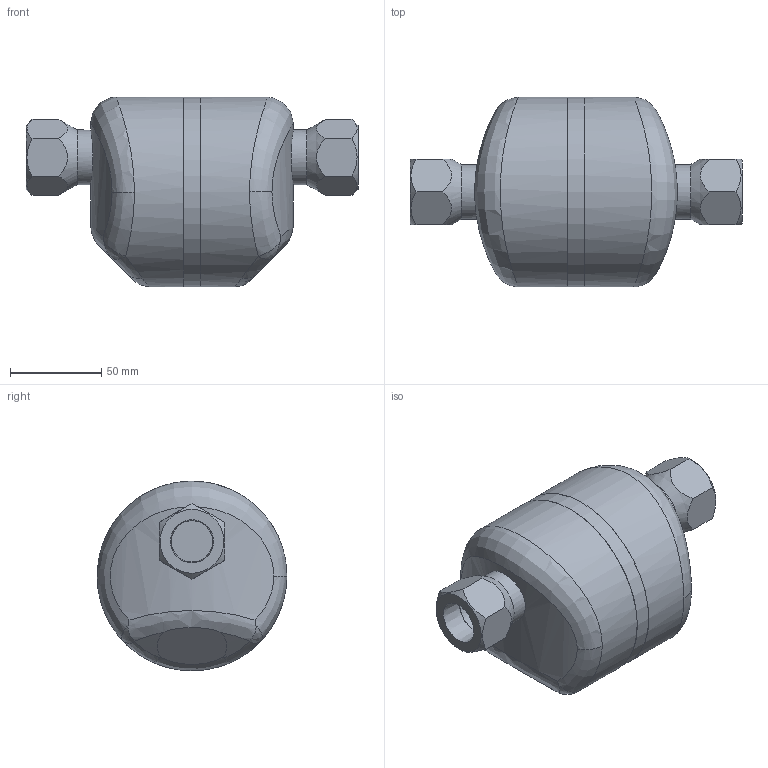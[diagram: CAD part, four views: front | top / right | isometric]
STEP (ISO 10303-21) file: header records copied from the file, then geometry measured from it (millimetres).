
FILE_DESCRIPTION((''),'2;1');
FILE_NAME('ss5n0-020-screw-00.stp','2009-12-25T11:38:43',('nakaot'),(''),'Autodesk Inventor 2008','Autodesk Inventor 2008','');
FILE_SCHEMA(('AUTOMOTIVE_DESIGN { 1 0 10303 214 1 1 1 1 }'));
Length unit declared in the file: millimetre
Products named in the file (1): ss5n0-020-screw-00
Bounding box: 182 x 104 x 104 mm (x, y, z)
Volume: 887774.9 mm3; surface area: 59499.3 mm2
Topology: 1 solids, 1 shells, 61 faces, 141 edges, 92 vertices
Faces by surface type: bspline 34, plane 14, cylinder 8, cone 5
Full cylindrical faces by diameter (mm): 22.631 x1, 30 x1, 100 x1, 104 x3
Entity records: 4716 total; most frequent: CARTESIAN_POINT 3648, ORIENTED_EDGE 240, DIRECTION 136, EDGE_CURVE 120, VERTEX_POINT 86, EDGE_LOOP 86, AXIS2_PLACEMENT_3D 62, FACE_OUTER_BOUND 61
